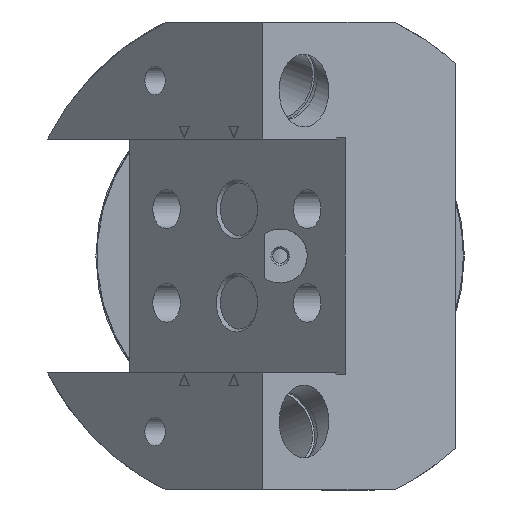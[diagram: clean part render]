
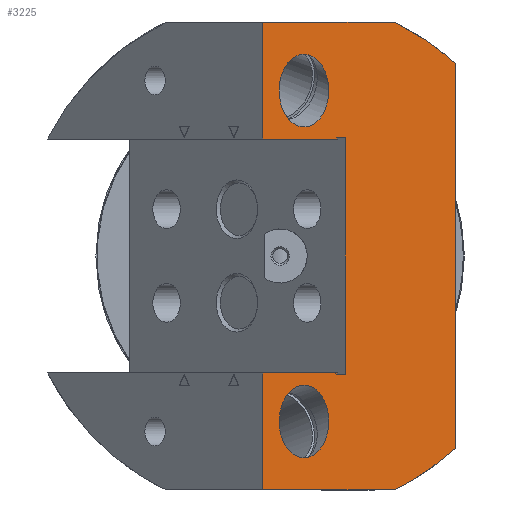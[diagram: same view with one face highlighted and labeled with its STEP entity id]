
A CAD part, left-side view. The second image highlights one B-rep face of the part: STEP entity #3225.
In plain terms, the highlighted planar face has unit normal (-0.707, -0.707, 0).
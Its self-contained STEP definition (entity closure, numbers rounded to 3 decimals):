
#200=FACE_BOUND('',#1018,.T.);
#201=FACE_BOUND('',#1019,.T.);
#254=PLANE('',#3518);
#288=ELLIPSE('',#3335,62.933,44.5);
#289=ELLIPSE('',#3340,62.933,44.5);
#292=ELLIPSE('',#3359,6.212,6.);
#293=ELLIPSE('',#3360,6.212,6.);
#294=ELLIPSE('',#3377,6.212,6.);
#295=ELLIPSE('',#3378,6.212,6.);
#311=LINE('',#4592,#493);
#329=LINE('',#4939,#511);
#343=LINE('',#5364,#525);
#392=LINE('',#5690,#574);
#396=LINE('',#5700,#578);
#405=LINE('',#5810,#587);
#421=LINE('',#5903,#603);
#424=LINE('',#5907,#606);
#426=LINE('',#5912,#608);
#429=LINE('',#5916,#611);
#431=LINE('',#5920,#613);
#432=LINE('',#5922,#614);
#493=VECTOR('',#3698,10.);
#511=VECTOR('',#3814,10.);
#525=VECTOR('',#3866,10.);
#574=VECTOR('',#4005,10.);
#578=VECTOR('',#4017,10.);
#587=VECTOR('',#4058,10.);
#603=VECTOR('',#4162,10.);
#606=VECTOR('',#4167,10.);
#608=VECTOR('',#4171,10.);
#611=VECTOR('',#4176,10.);
#613=VECTOR('',#4180,10.);
#614=VECTOR('',#4183,10.);
#814=FACE_OUTER_BOUND('',#1017,.T.);
#1017=EDGE_LOOP('',(#2628,#2629,#2630,#2631,#2632,#2633,#2634,#2635,#2636,
#2637,#2638,#2639,#2640,#2641));
#1018=EDGE_LOOP('',(#2642,#2643));
#1019=EDGE_LOOP('',(#2644,#2645));
#1292=VERTEX_POINT('',#4582);
#1293=VERTEX_POINT('',#4584);
#1295=VERTEX_POINT('',#4590);
#1298=VERTEX_POINT('',#4598);
#1299=VERTEX_POINT('',#4600);
#1312=VERTEX_POINT('',#4637);
#1313=VERTEX_POINT('',#4638);
#1329=VERTEX_POINT('',#4793);
#1330=VERTEX_POINT('',#4794);
#1342=VERTEX_POINT('',#4936);
#1343=VERTEX_POINT('',#4938);
#1375=VERTEX_POINT('',#5361);
#1376=VERTEX_POINT('',#5363);
#1445=VERTEX_POINT('',#5807);
#1446=VERTEX_POINT('',#5809);
#1479=VERTEX_POINT('',#5902);
#1481=VERTEX_POINT('',#5911);
#1482=VERTEX_POINT('',#5918);
#1634=EDGE_CURVE('',#1292,#1293,#288,.T.);
#1638=EDGE_CURVE('',#1295,#1292,#311,.T.);
#1642=EDGE_CURVE('',#1298,#1299,#289,.T.);
#1659=EDGE_CURVE('',#1312,#1313,#292,.T.);
#1660=EDGE_CURVE('',#1313,#1312,#293,.T.);
#1682=EDGE_CURVE('',#1329,#1330,#294,.T.);
#1683=EDGE_CURVE('',#1330,#1329,#295,.T.);
#1700=EDGE_CURVE('',#1343,#1342,#329,.T.);
#1743=EDGE_CURVE('',#1376,#1375,#343,.T.);
#1820=EDGE_CURVE('',#1293,#1298,#392,.T.);
#1826=EDGE_CURVE('',#1295,#1376,#396,.T.);
#1850=EDGE_CURVE('',#1446,#1445,#405,.T.);
#1892=EDGE_CURVE('',#1479,#1446,#421,.T.);
#1895=EDGE_CURVE('',#1375,#1479,#424,.T.);
#1897=EDGE_CURVE('',#1481,#1343,#426,.T.);
#1900=EDGE_CURVE('',#1445,#1481,#429,.T.);
#1902=EDGE_CURVE('',#1342,#1482,#431,.T.);
#1903=EDGE_CURVE('',#1299,#1482,#432,.T.);
#2628=ORIENTED_EDGE('',*,*,#1743,.T.);
#2629=ORIENTED_EDGE('',*,*,#1895,.T.);
#2630=ORIENTED_EDGE('',*,*,#1892,.T.);
#2631=ORIENTED_EDGE('',*,*,#1850,.T.);
#2632=ORIENTED_EDGE('',*,*,#1900,.T.);
#2633=ORIENTED_EDGE('',*,*,#1897,.T.);
#2634=ORIENTED_EDGE('',*,*,#1700,.T.);
#2635=ORIENTED_EDGE('',*,*,#1902,.T.);
#2636=ORIENTED_EDGE('',*,*,#1903,.F.);
#2637=ORIENTED_EDGE('',*,*,#1642,.F.);
#2638=ORIENTED_EDGE('',*,*,#1820,.F.);
#2639=ORIENTED_EDGE('',*,*,#1634,.F.);
#2640=ORIENTED_EDGE('',*,*,#1638,.F.);
#2641=ORIENTED_EDGE('',*,*,#1826,.T.);
#2642=ORIENTED_EDGE('',*,*,#1659,.T.);
#2643=ORIENTED_EDGE('',*,*,#1660,.T.);
#2644=ORIENTED_EDGE('',*,*,#1682,.T.);
#2645=ORIENTED_EDGE('',*,*,#1683,.T.);
#3225=ADVANCED_FACE('',(#814,#200,#201),#254,.F.);
#3335=AXIS2_PLACEMENT_3D('',#4585,#3691,#3692);
#3340=AXIS2_PLACEMENT_3D('',#4601,#3706,#3707);
#3359=AXIS2_PLACEMENT_3D('',#4639,#3749,#3750);
#3360=AXIS2_PLACEMENT_3D('',#4640,#3751,#3752);
#3377=AXIS2_PLACEMENT_3D('',#4795,#3790,#3791);
#3378=AXIS2_PLACEMENT_3D('',#4796,#3792,#3793);
#3518=AXIS2_PLACEMENT_3D('',#5921,#4181,#4182);
#3691=DIRECTION('center_axis',(0.707,0.707,0.));
#3692=DIRECTION('ref_axis',(0.707,-0.707,0.));
#3698=DIRECTION('',(0.707,-0.707,0.));
#3706=DIRECTION('center_axis',(0.707,0.707,0.));
#3707=DIRECTION('ref_axis',(0.707,-0.707,0.));
#3749=DIRECTION('center_axis',(0.707,0.707,0.));
#3750=DIRECTION('ref_axis',(0.,0.,-1.));
#3751=DIRECTION('center_axis',(0.707,0.707,0.));
#3752=DIRECTION('ref_axis',(0.,0.,-1.));
#3790=DIRECTION('center_axis',(0.707,0.707,0.));
#3791=DIRECTION('ref_axis',(0.,0.,1.));
#3792=DIRECTION('center_axis',(0.707,0.707,0.));
#3793=DIRECTION('ref_axis',(0.,0.,1.));
#3814=DIRECTION('',(-0.707,0.707,0.));
#3866=DIRECTION('',(0.707,-0.707,0.));
#4005=DIRECTION('',(0.,0.,-1.));
#4017=DIRECTION('',(0.,0.,-1.));
#4058=DIRECTION('',(0.,0.,-1.));
#4162=DIRECTION('',(0.707,-0.707,0.));
#4167=DIRECTION('',(0.,0.,1.));
#4171=DIRECTION('',(0.,0.,1.));
#4176=DIRECTION('',(-0.707,0.707,0.));
#4180=DIRECTION('',(0.,0.,-1.));
#4181=DIRECTION('center_axis',(0.707,0.707,0.));
#4182=DIRECTION('ref_axis',(0.,0.,-1.));
#4183=DIRECTION('',(-0.707,0.707,0.));
#4582=CARTESIAN_POINT('',(-70.5,-19.5,40.));
#4584=CARTESIAN_POINT('',(-60.,-30.,32.867));
#4585=CARTESIAN_POINT('Origin',(-90.,0.,
0.));
#4590=CARTESIAN_POINT('',(-92.996,2.996,40.));
#4592=CARTESIAN_POINT('',(-87.904,-2.096,40.));
#4598=CARTESIAN_POINT('',(-60.,-30.,-32.867));
#4600=CARTESIAN_POINT('',(-70.5,-19.5,-40.));
#4601=CARTESIAN_POINT('Origin',(-90.,0.,
0.));
#4637=CARTESIAN_POINT('',(-85.925,-4.075,-22.071));
#4638=CARTESIAN_POINT('',(-81.683,-8.317,-28.282));
#4639=CARTESIAN_POINT('Origin',(-85.925,-4.075,-28.282));
#4640=CARTESIAN_POINT('Origin',(-85.925,-4.075,-28.282));
#4793=CARTESIAN_POINT('',(-85.925,-4.075,22.071));
#4794=CARTESIAN_POINT('',(-81.683,-8.317,28.282));
#4795=CARTESIAN_POINT('Origin',(-85.925,-4.075,28.282));
#4796=CARTESIAN_POINT('Origin',(-85.925,-4.075,28.282));
#4936=CARTESIAN_POINT('',(-92.996,2.996,-20.));
#4938=CARTESIAN_POINT('',(-80.269,-9.731,-20.));
#4939=CARTESIAN_POINT('',(-82.998,-7.002,-20.));
#5361=CARTESIAN_POINT('',(-80.269,-9.731,20.));
#5363=CARTESIAN_POINT('',(-92.996,2.996,20.));
#5364=CARTESIAN_POINT('',(-76.634,-13.366,20.));
#5690=CARTESIAN_POINT('',(-60.,-30.,36.771));
#5700=CARTESIAN_POINT('',(-92.996,2.996,0.));
#5807=CARTESIAN_POINT('',(-78.854,-11.146,-20.2));
#5809=CARTESIAN_POINT('',(-78.854,-11.146,20.2));
#5810=CARTESIAN_POINT('',(-78.854,-11.146,-10.1));
#5902=CARTESIAN_POINT('',(-80.269,-9.731,20.2));
#5903=CARTESIAN_POINT('',(-75.927,-14.073,20.2));
#5907=CARTESIAN_POINT('',(-80.269,-9.731,10.1));
#5911=CARTESIAN_POINT('',(-80.269,-9.731,-20.2));
#5912=CARTESIAN_POINT('',(-80.269,-9.731,-10.));
#5916=CARTESIAN_POINT('',(-76.634,-13.366,-20.2));
#5918=CARTESIAN_POINT('',(-92.996,2.996,-40.));
#5920=CARTESIAN_POINT('',(-92.996,2.996,0.));
#5921=CARTESIAN_POINT('Origin',(-73.,-17.,0.));
#5922=CARTESIAN_POINT('',(-77.596,-12.404,-40.));
